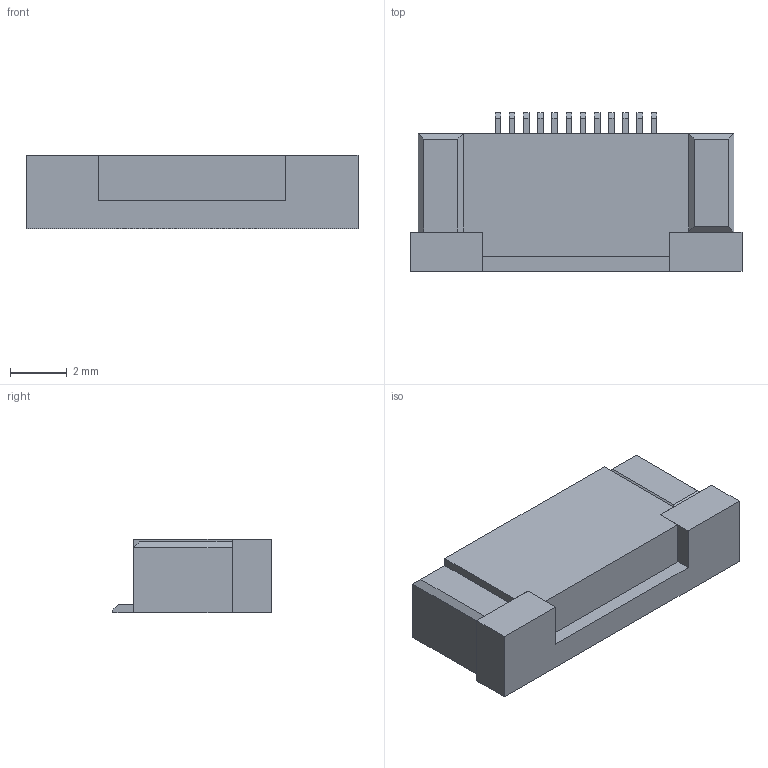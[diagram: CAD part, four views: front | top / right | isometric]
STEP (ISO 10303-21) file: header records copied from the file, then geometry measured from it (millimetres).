
FILE_DESCRIPTION( ( '' ), ' ' );
FILE_NAME( '58f88bebf58534111bf98ee1.step', '2017-04-20T10:22:38', ( '' ), ( '' ), ' ', ' ', ' ' );
FILE_SCHEMA( ( 'AUTOMOTIVE_DESIGN { 1 0 10303 214 1 1 1 1 }' ) );
Length unit declared in the file: metre
Products named in the file (17): Part 6; Part 17; Part 16; Part 15; Part 14; Part 13; Part 12; Part 11; Part 10; Part 9; Part 8; Part 7; Part 5; Part 4; Part 3; Part 2; Part 1
Bounding box: 11.7 x 5.58 x 2.6 mm (x, y, z)
Volume: 136.2 mm3; surface area: 351 mm2
Topology: 17 solids, 17 shells, 135 faces, 297 edges, 196 vertices
Faces by surface type: plane 135
Entity records: 4879 total; most frequent: CARTESIAN_POINT 645, DIRECTION 601, ORIENTED_EDGE 594, EDGE_CURVE 297, LINE 297, VECTOR 297, VERTEX_POINT 196, AXIS2_PLACEMENT_3D 152
